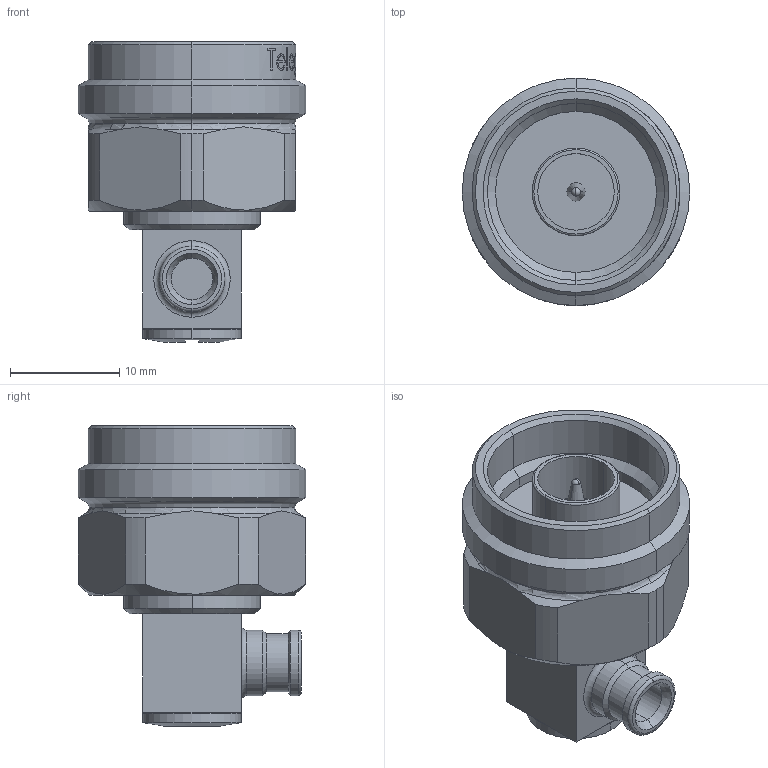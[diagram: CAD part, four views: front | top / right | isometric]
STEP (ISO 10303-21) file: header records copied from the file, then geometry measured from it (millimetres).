
FILE_DESCRIPTION (( 'STEP AP214' ), '1' );
FILE_NAME ('J01020D0041.STEP', '2014-05-15T14:43:13', ( 'Wartung1' ), ( '' ), 'SwSTEP 2.0', 'SolidWorks 2014', '' );
FILE_SCHEMA (( 'AUTOMOTIVE_DESIGN' ));
Length unit declared in the file: millimetre
Products named in the file (1): J01020D0041
Bounding box: 20.8 x 20.8 x 27.5 mm (x, y, z)
Volume: 4736.6 mm3; surface area: 2742 mm2
Topology: 1 solids, 1 shells, 269 faces, 671 edges, 431 vertices
Faces by surface type: plane 89, bspline 83, cylinder 54, cone 31, torus 10, sphere 2
Entity records: 18869 total; most frequent: CARTESIAN_POINT 10161, ORIENTED_EDGE 1342, DIRECTION 936, EDGE_CURVE 671, VERTEX_POINT 431, AXIS2_PLACEMENT_3D 373, EDGE_LOOP 296, B_SPLINE_CURVE_WITH_KNOTS 295
